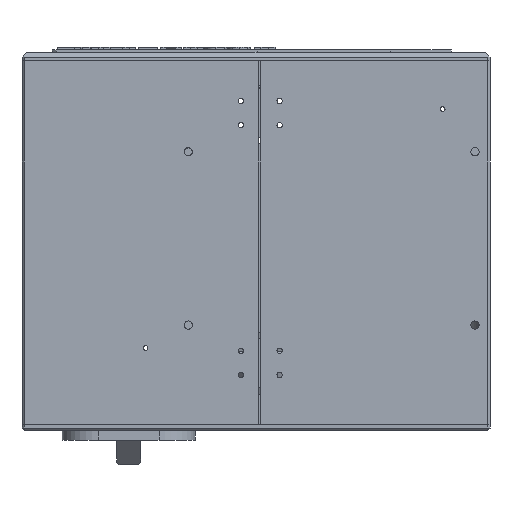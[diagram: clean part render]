
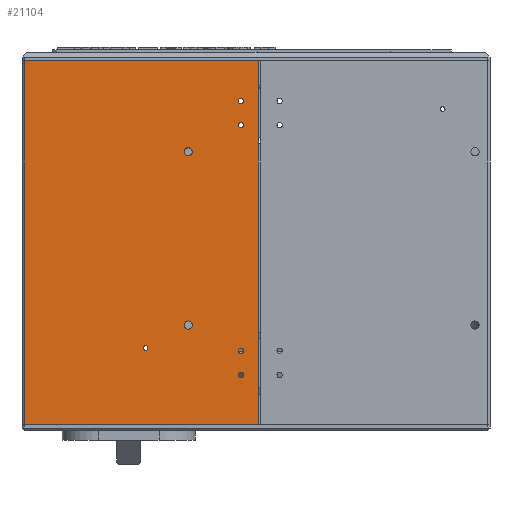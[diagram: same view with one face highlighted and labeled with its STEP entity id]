
A CAD part, front view. The second image highlights one B-rep face of the part: STEP entity #21104.
In plain terms, the highlighted planar face has unit normal (0, -1, 0).
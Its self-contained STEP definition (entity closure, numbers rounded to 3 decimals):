
#492=FACE_BOUND('',#3231,.T.);
#493=FACE_BOUND('',#3232,.T.);
#494=FACE_BOUND('',#3233,.T.);
#495=FACE_BOUND('',#3234,.T.);
#496=FACE_BOUND('',#3235,.T.);
#497=FACE_BOUND('',#3236,.T.);
#498=FACE_BOUND('',#3237,.T.);
#1070=PLANE('',#22543);
#2007=FACE_OUTER_BOUND('',#3230,.T.);
#3230=EDGE_LOOP('',(#16482,#16483,#16484,#16485));
#3231=EDGE_LOOP('',(#16486));
#3232=EDGE_LOOP('',(#16487));
#3233=EDGE_LOOP('',(#16488));
#3234=EDGE_LOOP('',(#16489));
#3235=EDGE_LOOP('',(#16490));
#3236=EDGE_LOOP('',(#16491));
#3237=EDGE_LOOP('',(#16492));
#4951=LINE('',#31422,#7342);
#4962=LINE('',#31442,#7353);
#5132=LINE('',#31927,#7523);
#5133=LINE('',#31928,#7524);
#7342=VECTOR('',#24956,10.);
#7353=VECTOR('',#24969,10.);
#7523=VECTOR('',#25437,10.);
#7524=VECTOR('',#25438,10.);
#9081=CIRCLE('',#22373,1.1);
#9085=CIRCLE('',#22379,1.1);
#9089=CIRCLE('',#22385,1.1);
#9093=CIRCLE('',#22391,1.1);
#9101=CIRCLE('',#22406,1.);
#9143=CIRCLE('',#22478,1.7);
#9144=CIRCLE('',#22480,1.7);
#10026=VERTEX_POINT('',#31371);
#10030=VERTEX_POINT('',#31383);
#10034=VERTEX_POINT('',#31395);
#10038=VERTEX_POINT('',#31407);
#10043=VERTEX_POINT('',#31420);
#10044=VERTEX_POINT('',#31421);
#10052=VERTEX_POINT('',#31440);
#10060=VERTEX_POINT('',#31464);
#10176=VERTEX_POINT('',#31758);
#10177=VERTEX_POINT('',#31762);
#10218=VERTEX_POINT('',#31926);
#12272=EDGE_CURVE('',#10026,#10026,#9081,.T.);
#12278=EDGE_CURVE('',#10030,#10030,#9085,.T.);
#12284=EDGE_CURVE('',#10034,#10034,#9089,.T.);
#12290=EDGE_CURVE('',#10038,#10038,#9093,.T.);
#12295=EDGE_CURVE('',#10043,#10044,#4951,.T.);
#12306=EDGE_CURVE('',#10044,#10052,#4962,.T.);
#12318=EDGE_CURVE('',#10060,#10060,#9101,.T.);
#12465=EDGE_CURVE('',#10176,#10176,#9143,.T.);
#12467=EDGE_CURVE('',#10177,#10177,#9144,.T.);
#12549=EDGE_CURVE('',#10218,#10052,#5132,.T.);
#12550=EDGE_CURVE('',#10043,#10218,#5133,.T.);
#16482=ORIENTED_EDGE('',*,*,#12295,.T.);
#16483=ORIENTED_EDGE('',*,*,#12306,.T.);
#16484=ORIENTED_EDGE('',*,*,#12549,.F.);
#16485=ORIENTED_EDGE('',*,*,#12550,.F.);
#16486=ORIENTED_EDGE('',*,*,#12272,.T.);
#16487=ORIENTED_EDGE('',*,*,#12278,.T.);
#16488=ORIENTED_EDGE('',*,*,#12284,.T.);
#16489=ORIENTED_EDGE('',*,*,#12290,.T.);
#16490=ORIENTED_EDGE('',*,*,#12318,.T.);
#16491=ORIENTED_EDGE('',*,*,#12465,.T.);
#16492=ORIENTED_EDGE('',*,*,#12467,.T.);
#21104=ADVANCED_FACE('',(#2007,#492,#493,#494,#495,#496,#497,#498),#1070,
 .T.);
#22373=AXIS2_PLACEMENT_3D('',#31373,#24904,#24905);
#22379=AXIS2_PLACEMENT_3D('',#31385,#24918,#24919);
#22385=AXIS2_PLACEMENT_3D('',#31397,#24932,#24933);
#22391=AXIS2_PLACEMENT_3D('',#31409,#24946,#24947);
#22406=AXIS2_PLACEMENT_3D('',#31466,#24996,#24997);
#22478=AXIS2_PLACEMENT_3D('',#31759,#25245,#25246);
#22480=AXIS2_PLACEMENT_3D('',#31763,#25250,#25251);
#22543=AXIS2_PLACEMENT_3D('',#31925,#25435,#25436);
#24904=DIRECTION('center_axis',(0.,1.,0.));
#24905=DIRECTION('ref_axis',(-1.,0.,0.));
#24918=DIRECTION('center_axis',(0.,1.,0.));
#24919=DIRECTION('ref_axis',(-1.,0.,0.));
#24932=DIRECTION('center_axis',(0.,1.,0.));
#24933=DIRECTION('ref_axis',(-1.,0.,0.));
#24946=DIRECTION('center_axis',(0.,1.,0.));
#24947=DIRECTION('ref_axis',(-1.,0.,0.));
#24956=DIRECTION('',(0.,0.,1.));
#24969=DIRECTION('',(-1.,0.,0.));
#24996=DIRECTION('center_axis',(0.,1.,0.));
#24997=DIRECTION('ref_axis',(-1.,0.,0.));
#25245=DIRECTION('center_axis',(0.,1.,0.));
#25246=DIRECTION('ref_axis',(1.,0.,0.));
#25250=DIRECTION('center_axis',(0.,1.,0.));
#25251=DIRECTION('ref_axis',(1.,0.,0.));
#25435=DIRECTION('center_axis',(0.,-1.,0.));
#25436=DIRECTION('ref_axis',(-1.,0.,0.));
#25437=DIRECTION('',(0.,0.,1.));
#25438=DIRECTION('',(-1.,0.,0.));
#31371=CARTESIAN_POINT('',(-6.65,-115.,-26.322));
#31373=CARTESIAN_POINT('Origin',(-7.75,-115.,-26.322));
#31383=CARTESIAN_POINT('',(-6.65,-115.,76.678));
#31385=CARTESIAN_POINT('Origin',(-7.75,-115.,76.678));
#31395=CARTESIAN_POINT('',(-6.65,-115.,-36.322));
#31397=CARTESIAN_POINT('Origin',(-7.75,-115.,-36.322));
#31407=CARTESIAN_POINT('',(-6.65,-115.,66.678));
#31409=CARTESIAN_POINT('Origin',(-7.75,-115.,66.678));
#31420=CARTESIAN_POINT('',(-0.5,-115.,-56.75));
#31421=CARTESIAN_POINT('',(-0.5,-115.,93.25));
#31422=CARTESIAN_POINT('',(-0.5,-115.,93.25));
#31440=CARTESIAN_POINT('',(-97.,-115.,93.25));
#31442=CARTESIAN_POINT('',(95.,-115.,93.25));
#31464=CARTESIAN_POINT('',(-46.045,-115.,-25.183));
#31466=CARTESIAN_POINT('Origin',(-47.045,-115.,-25.183));
#31758=CARTESIAN_POINT('',(-31.1,-115.,-15.75));
#31759=CARTESIAN_POINT('Origin',(-29.4,-115.,-15.75));
#31762=CARTESIAN_POINT('',(-31.1,-115.,55.75));
#31763=CARTESIAN_POINT('Origin',(-29.4,-115.,55.75));
#31925=CARTESIAN_POINT('Origin',(95.,-115.,93.25));
#31926=CARTESIAN_POINT('',(-97.,-115.,-56.75));
#31927=CARTESIAN_POINT('',(-97.,-115.,93.25));
#31928=CARTESIAN_POINT('',(95.,-115.,-56.75));
